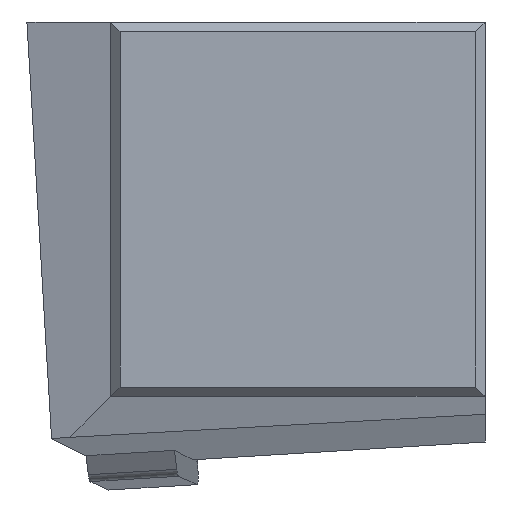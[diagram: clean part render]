
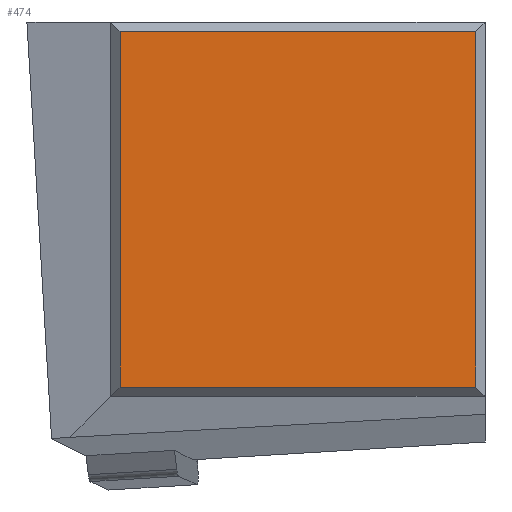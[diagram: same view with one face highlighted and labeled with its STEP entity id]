
A CAD part, left-side view. The second image highlights one B-rep face of the part: STEP entity #474.
In plain terms, the highlighted face is planar.
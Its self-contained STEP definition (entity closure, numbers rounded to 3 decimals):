
#104=DIRECTION('',(-1.,0.,0.));
#105=VECTOR('',#104,19.);
#106=CARTESIAN_POINT('',(-0.5,19.5,0.));
#107=LINE('',#106,#105);
#111=DIRECTION('',(0.,1.,0.));
#112=VECTOR('',#111,19.);
#113=CARTESIAN_POINT('',(-0.5,0.5,0.));
#114=LINE('',#113,#112);
#118=DIRECTION('',(1.,0.,0.));
#119=VECTOR('',#118,19.);
#120=CARTESIAN_POINT('',(-19.5,0.5,0.));
#121=LINE('',#120,#119);
#125=DIRECTION('',(0.,-1.,0.));
#126=VECTOR('',#125,19.);
#127=CARTESIAN_POINT('',(-19.5,19.5,0.));
#128=LINE('',#127,#126);
#411=CARTESIAN_POINT('',(-0.5,19.5,0.));
#412=CARTESIAN_POINT('',(-19.5,19.5,0.));
#413=VERTEX_POINT('',#411);
#414=VERTEX_POINT('',#412);
#421=CARTESIAN_POINT('',(-0.5,0.5,0.));
#422=VERTEX_POINT('',#421);
#425=CARTESIAN_POINT('',(-19.5,0.5,0.));
#426=VERTEX_POINT('',#425);
#459=CARTESIAN_POINT('',(0.,0.,0.));
#460=DIRECTION('',(0.,0.,-1.));
#461=DIRECTION('',(0.,1.,0.));
#462=AXIS2_PLACEMENT_3D('',#459,#460,#461);
#463=PLANE('',#462);
#465=ORIENTED_EDGE('',*,*,#464,.F.);
#467=ORIENTED_EDGE('',*,*,#466,.F.);
#469=ORIENTED_EDGE('',*,*,#468,.F.);
#471=ORIENTED_EDGE('',*,*,#470,.F.);
#472=EDGE_LOOP('',(#465,#467,#469,#471));
#473=FACE_OUTER_BOUND('',#472,.F.);
#464=EDGE_CURVE('',#413,#414,#107,.T.);
#466=EDGE_CURVE('',#422,#413,#114,.T.);
#468=EDGE_CURVE('',#426,#422,#121,.T.);
#470=EDGE_CURVE('',#414,#426,#128,.T.);
#474=ADVANCED_FACE('',(#473),#463,.F.);
